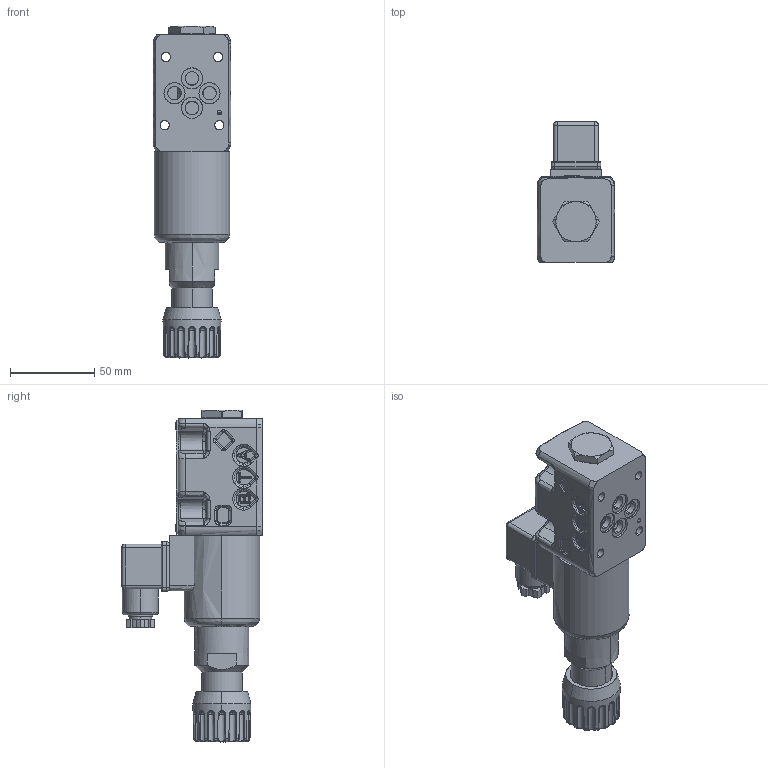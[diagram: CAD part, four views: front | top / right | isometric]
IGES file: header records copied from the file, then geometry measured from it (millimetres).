
Start section: SolidWorks IGES file using analytic representation for surfaces
Global section: file name: AD3E--F-P13.igs; native system: SolidWorks 2012; preprocessor: SolidWorks 2012; author: serviziopdm; date: 131011.114250; units: millimetre
Bounding box: 46 x 83.5 x 197.3 mm (x, y, z)
Surface area: 51402 mm2 (no closed solid volume)
Topology: 0 solids, 0 shells, 1118 faces, 16122 edges, 16108 vertices
Faces by surface type: bspline 779, revolution 339
